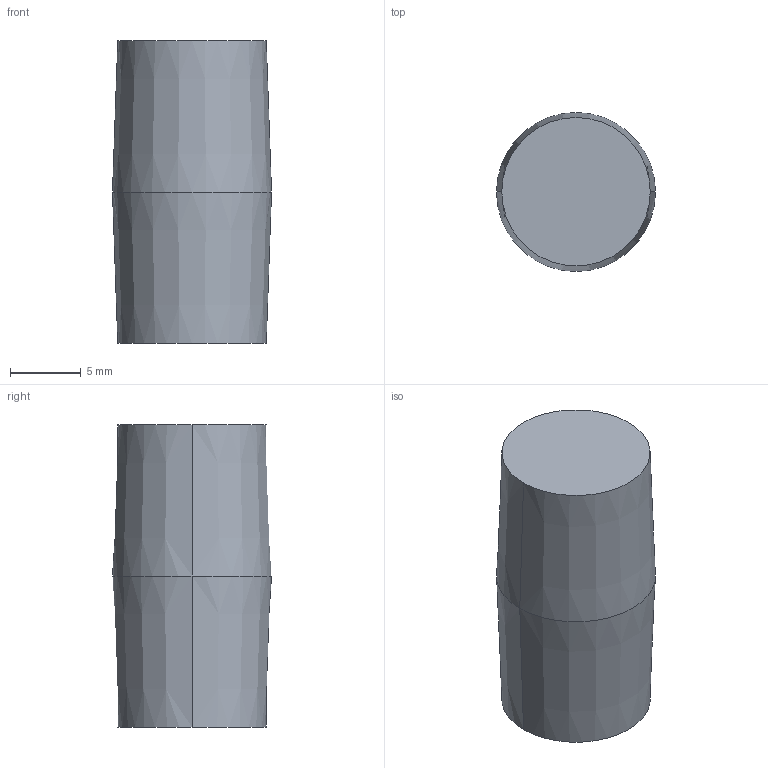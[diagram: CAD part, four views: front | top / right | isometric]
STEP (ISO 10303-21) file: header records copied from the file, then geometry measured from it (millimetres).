
FILE_DESCRIPTION (( 'STEP AP203' ), '1' );
FILE_NAME ('Proto-Plastik filament spool holder spindle pin-1 (Default).STEP', '2021-11-19T22:23:10', ( '' ), ( '' ), 'SwSTEP 2.0', 'SolidWorks 2020', '' );
FILE_SCHEMA (( 'CONFIG_CONTROL_DESIGN' ));
Length unit declared in the file: millimetre
Products named in the file (1): Proto-Plastik filament spool holder spindle pin-1 (Default)
Bounding box: 11.23 x 11.23 x 21.34 mm (x, y, z)
Volume: 1976.3 mm3; surface area: 900.9 mm2
Topology: 1 solids, 1 shells, 6 faces, 10 edges, 6 vertices
Faces by surface type: cone 4, plane 2
Entity records: 221 total; most frequent: DIRECTION 30, CARTESIAN_POINT 23, ORIENTED_EDGE 20, AXIS2_PLACEMENT_3D 13, EDGE_CURVE 10, PERSON_AND_ORGANIZATION 8, VERTEX_POINT 6, ADVANCED_FACE 6
